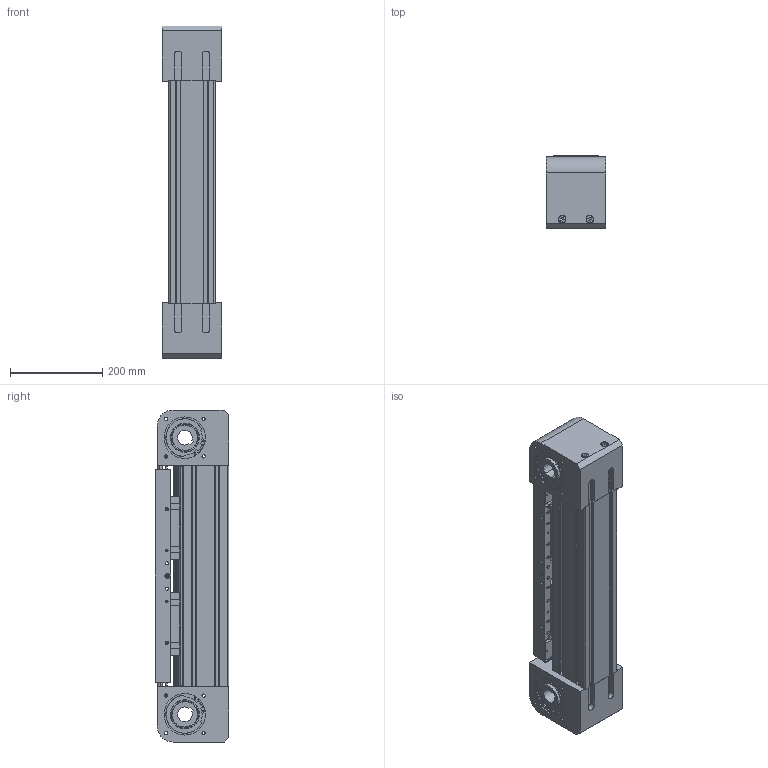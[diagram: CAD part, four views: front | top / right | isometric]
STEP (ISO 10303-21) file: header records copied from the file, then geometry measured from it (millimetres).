
FILE_DESCRIPTION (( 'STEP AP214' ), '1' );
FILE_NAME ('BLM100-0.STEP', '2023-03-14T08:52:25', ( '' ), ( '' ), 'SwSTEP 2.0', 'SolidWorks 2023', '' );
FILE_SCHEMA (( 'AUTOMOTIVE_DESIGN' ));
Length unit declared in the file: millimetre
Products named in the file (1): BLM100-0
Bounding box: 130 x 159 x 720 mm (x, y, z)
Volume: 10003475.9 mm3; surface area: 1353327.7 mm2
Topology: 49 solids, 57 shells, 2814 faces, 7484 edges, 4821 vertices
Faces by surface type: plane 1290, cylinder 1176, torus 168, sphere 100, cone 56, bspline 24
Entity records: 124722 total; most frequent: CARTESIAN_POINT 21848, DIRECTION 15625, ORIENTED_EDGE 14472, EDGE_CURVE 7236, AXIS2_PLACEMENT_3D 5836, VERTEX_POINT 4685, LINE 3953, VECTOR 3953
